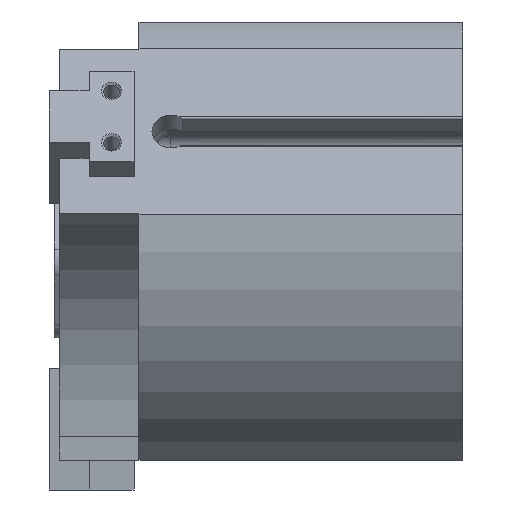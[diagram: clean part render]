
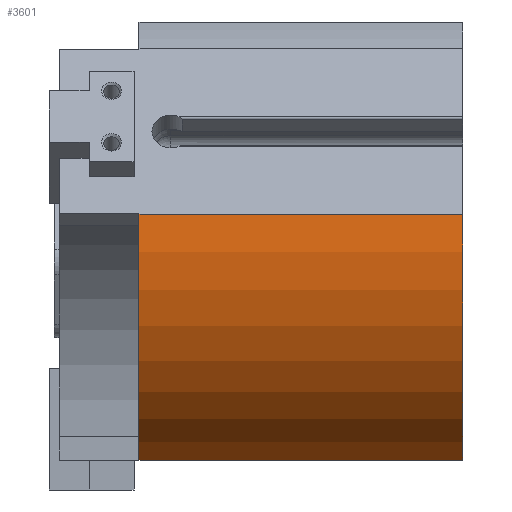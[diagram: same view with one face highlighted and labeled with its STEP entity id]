
A CAD part, left-side view. The second image highlights one B-rep face of the part: STEP entity #3601.
In plain terms, the highlighted cylindrical face has radius 24 mm (diameter 48 mm), a partial arc.
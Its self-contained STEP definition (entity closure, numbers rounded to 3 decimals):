
#93=CYLINDRICAL_SURFACE('',#3922,24.);
#265=CIRCLE('',#3918,24.);
#269=CIRCLE('',#3923,24.);
#633=ORIENTED_EDGE('',*,*,#1578,.F.);
#634=ORIENTED_EDGE('',*,*,#1452,.T.);
#635=ORIENTED_EDGE('',*,*,#1565,.T.);
#636=ORIENTED_EDGE('',*,*,#1417,.F.);
#1417=EDGE_CURVE('',#1914,#1915,#2260,.T.);
#1452=EDGE_CURVE('',#1947,#1946,#2293,.T.);
#1565=EDGE_CURVE('',#1946,#1915,#265,.T.);
#1578=EDGE_CURVE('',#1947,#1914,#269,.T.);
#1914=VERTEX_POINT('',#5424);
#1915=VERTEX_POINT('',#5426);
#1946=VERTEX_POINT('',#5494);
#1947=VERTEX_POINT('',#5496);
#2260=LINE('',#5425,#2565);
#2293=LINE('',#5495,#2598);
#2565=VECTOR('',#4300,1000.);
#2598=VECTOR('',#4343,1000.);
#2877=EDGE_LOOP('',(#633,#634,#635,#636));
#3187=FACE_BOUND('',#2877,.T.);
#3601=ADVANCED_FACE('',(#3187),#93,.T.);
#3918=AXIS2_PLACEMENT_3D('',#5821,#4525,#4526);
#3922=AXIS2_PLACEMENT_3D('',#5839,#4542,#4543);
#3923=AXIS2_PLACEMENT_3D('',#5840,#4544,#4545);
#4300=DIRECTION('',(0.,-1.,0.));
#4343=DIRECTION('',(0.,-1.,0.));
#4525=DIRECTION('',(0.,1.,0.));
#4526=DIRECTION('',(1.,0.,0.));
#4542=DIRECTION('',(0.,-1.,0.));
#4543=DIRECTION('',(0.,0.,-1.));
#4544=DIRECTION('',(0.,1.,0.));
#4545=DIRECTION('',(0.,0.,1.));
#5424=CARTESIAN_POINT('',(-23.848,32.5,2.693));
#5425=CARTESIAN_POINT('',(-23.848,40.5,2.693));
#5426=CARTESIAN_POINT('',(-23.848,0.,2.693));
#5494=CARTESIAN_POINT('',(-9.592,0.,-22.));
#5495=CARTESIAN_POINT('',(-9.592,40.5,-22.));
#5496=CARTESIAN_POINT('',(-9.592,32.5,-22.));
#5821=CARTESIAN_POINT('',(0.,0.,0.));
#5839=CARTESIAN_POINT('',(0.,40.5,0.));
#5840=CARTESIAN_POINT('',(0.,32.5,0.));
